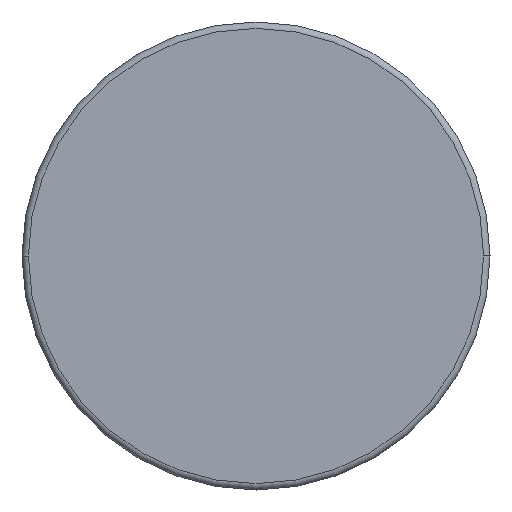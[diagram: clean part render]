
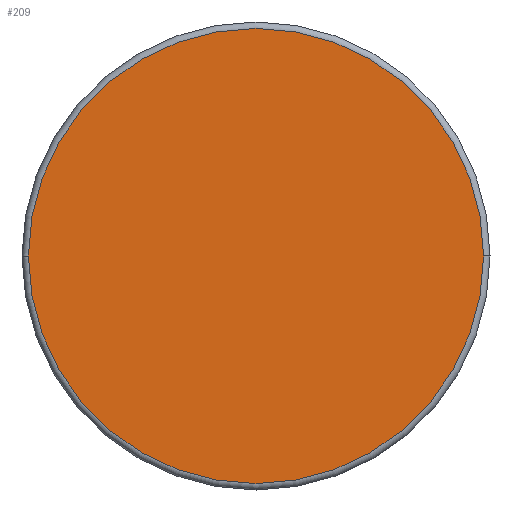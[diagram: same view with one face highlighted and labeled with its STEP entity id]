
A CAD part, left-side view. The second image highlights one B-rep face of the part: STEP entity #209.
In plain terms, the highlighted planar face has unit normal (-1, 0, 0).
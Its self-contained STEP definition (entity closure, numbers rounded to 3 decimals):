
#209 = ADVANCED_FACE ( 'NONE', ( #963 ), #578, .F. ) ;
#224 = AXIS2_PLACEMENT_3D ( 'NONE', #415, #671, #678 ) ;
#321 = CARTESIAN_POINT ( 'NONE',  ( -1.75, 1.43, 0. ) ) ;
#325 = CIRCLE ( 'NONE', #224, 0.705 ) ;
#368 = ORIENTED_EDGE ( 'NONE', *, *, #1050, .F. ) ;
#409 = CIRCLE ( 'NONE', #1609, 0.705 ) ;
#415 = CARTESIAN_POINT ( 'NONE',  ( -1.75, 0.725, 0. ) ) ;
#426 = VERTEX_POINT ( 'NONE', #1720 ) ;
#554 = AXIS2_PLACEMENT_3D ( 'NONE', #702, #1055, #586 ) ;
#578 = PLANE ( 'NONE',  #554 ) ;
#586 = DIRECTION ( 'NONE',  ( 0., 1., 0. ) ) ;
#662 = DIRECTION ( 'NONE',  ( 0., 1., 0. ) ) ;
#671 = DIRECTION ( 'NONE',  ( 1., 0., 0. ) ) ;
#678 = DIRECTION ( 'NONE',  ( 0., 1., 0. ) ) ;
#702 = CARTESIAN_POINT ( 'NONE',  ( -1.75, 0.02, 0. ) ) ;
#891 = EDGE_CURVE ( 'NONE', #426, #1574, #409, .T. ) ;
#944 = DIRECTION ( 'NONE',  ( 1., 0., 0. ) ) ;
#963 = FACE_OUTER_BOUND ( 'NONE', #1473, .T. ) ;
#1050 = EDGE_CURVE ( 'NONE', #1574, #426, #325, .T. ) ;
#1055 = DIRECTION ( 'NONE',  ( 1., 0., 0. ) ) ;
#1330 = CARTESIAN_POINT ( 'NONE',  ( -1.75, 0.725, 0. ) ) ;
#1473 = EDGE_LOOP ( 'NONE', ( #368, #1494 ) ) ;
#1494 = ORIENTED_EDGE ( 'NONE', *, *, #891, .F. ) ;
#1574 = VERTEX_POINT ( 'NONE', #321 ) ;
#1609 = AXIS2_PLACEMENT_3D ( 'NONE', #1330, #944, #662 ) ;
#1720 = CARTESIAN_POINT ( 'NONE',  ( -1.75, 0.02, 0. ) ) ;
